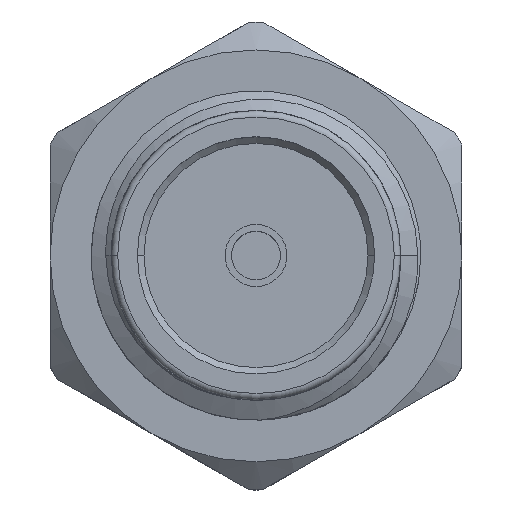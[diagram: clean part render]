
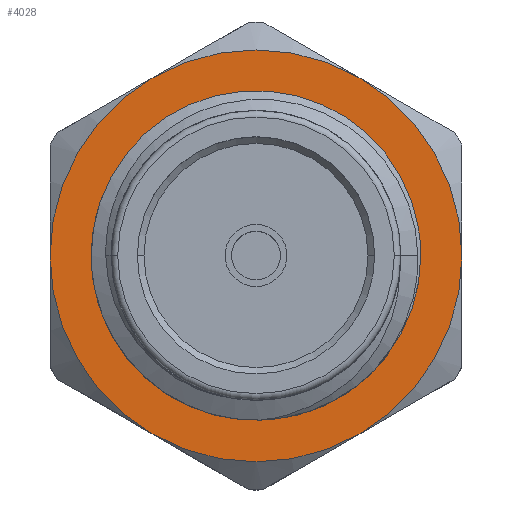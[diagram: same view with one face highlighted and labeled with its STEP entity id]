
A CAD part, top view. The second image highlights one B-rep face of the part: STEP entity #4028.
In plain terms, the highlighted planar face has unit normal (0, 0, 1).
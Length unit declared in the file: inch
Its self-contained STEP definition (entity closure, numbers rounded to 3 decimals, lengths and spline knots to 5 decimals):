
#124 = EDGE_CURVE ( 'NONE', #5155, #2870, #1422, .T. ) ;
#158 = EDGE_CURVE ( 'NONE', #3826, #698, #4011, .T. ) ;
#191 = DIRECTION ( 'NONE',  ( 0., 0., 1. ) ) ;
#244 = VERTEX_POINT ( 'NONE', #2917 ) ;
#260 = AXIS2_PLACEMENT_3D ( 'NONE', #4431, #2425, #2006 ) ;
#303 = CIRCLE ( 'NONE', #1981, 0.15625 ) ;
#482 = AXIS2_PLACEMENT_3D ( 'NONE', #4111, #4934, #4506 ) ;
#678 = CIRCLE ( 'NONE', #5127, 0.15625 ) ;
#698 = VERTEX_POINT ( 'NONE', #839 ) ;
#839 = CARTESIAN_POINT ( 'NONE',  ( -0.07813, -0.13532, -0.24928 ) ) ;
#887 = ORIENTED_EDGE ( 'NONE', *, *, #124, .T. ) ;
#988 = CARTESIAN_POINT ( 'NONE',  ( 0.10989, 0., -0.24928 ) ) ;
#1079 = CARTESIAN_POINT ( 'NONE',  ( -0.15625, 0., -0.24928 ) ) ;
#1172 = CARTESIAN_POINT ( 'NONE',  ( 0., 0., -0.24928 ) ) ;
#1198 = FACE_OUTER_BOUND ( 'NONE', #3880, .T. ) ;
#1205 = EDGE_CURVE ( 'NONE', #244, #5155, #5150, .T. ) ;
#1228 = ORIENTED_EDGE ( 'NONE', *, *, #1205, .T. ) ;
#1343 = EDGE_CURVE ( 'NONE', #5224, #3670, #1492, .T. ) ;
#1367 = ORIENTED_EDGE ( 'NONE', *, *, #3869, .T. ) ;
#1422 = CIRCLE ( 'NONE', #2373, 0.15625 ) ;
#1425 = CARTESIAN_POINT ( 'NONE',  ( 0., 0., -0.24928 ) ) ;
#1492 = CIRCLE ( 'NONE', #3310, 0.10989 ) ;
#1595 = CARTESIAN_POINT ( 'NONE',  ( 0., 0., -0.24928 ) ) ;
#1644 = CARTESIAN_POINT ( 'NONE',  ( -0.10989, 0., -0.24928 ) ) ;
#1802 = CIRCLE ( 'NONE', #260, 0.10989 ) ;
#1828 = AXIS2_PLACEMENT_3D ( 'NONE', #1172, #4446, #1975 ) ;
#1975 = DIRECTION ( 'NONE',  ( 1., 0., 0. ) ) ;
#1981 = AXIS2_PLACEMENT_3D ( 'NONE', #3831, #191, #3056 ) ;
#1993 = CIRCLE ( 'NONE', #4947, 0.15625 ) ;
#2006 = DIRECTION ( 'NONE',  ( 1., 0., 0. ) ) ;
#2116 = CARTESIAN_POINT ( 'NONE',  ( 0., 0., -0.24928 ) ) ;
#2251 = DIRECTION ( 'NONE',  ( 0., 0., 1. ) ) ;
#2359 = DIRECTION ( 'NONE',  ( 1., 0., 0. ) ) ;
#2373 = AXIS2_PLACEMENT_3D ( 'NONE', #1595, #2404, #2359 ) ;
#2404 = DIRECTION ( 'NONE',  ( 0., 0., 1. ) ) ;
#2425 = DIRECTION ( 'NONE',  ( 0., 0., -1. ) ) ;
#2529 = DIRECTION ( 'NONE',  ( 0., 0., 1. ) ) ;
#2556 = ORIENTED_EDGE ( 'NONE', *, *, #1343, .T. ) ;
#2557 = CARTESIAN_POINT ( 'NONE',  ( 0.07813, 0.13532, -0.24928 ) ) ;
#2749 = EDGE_CURVE ( 'NONE', #3670, #5224, #1802, .T. ) ;
#2870 = VERTEX_POINT ( 'NONE', #2952 ) ;
#2890 = DIRECTION ( 'NONE',  ( 0., 0., -1. ) ) ;
#2917 = CARTESIAN_POINT ( 'NONE',  ( 0.15625, 0., -0.24928 ) ) ;
#2952 = CARTESIAN_POINT ( 'NONE',  ( -0.07813, 0.13532, -0.24928 ) ) ;
#3056 = DIRECTION ( 'NONE',  ( 1., 0., 0. ) ) ;
#3083 = DIRECTION ( 'NONE',  ( 0., 0., 1. ) ) ;
#3176 = CARTESIAN_POINT ( 'NONE',  ( 0.07812, -0.13532, -0.24928 ) ) ;
#3206 = ORIENTED_EDGE ( 'NONE', *, *, #2749, .T. ) ;
#3229 = FACE_BOUND ( 'NONE', #4336, .T. ) ;
#3310 = AXIS2_PLACEMENT_3D ( 'NONE', #4132, #2890, #4940 ) ;
#3343 = DIRECTION ( 'NONE',  ( 1., 0., 0. ) ) ;
#3415 = ORIENTED_EDGE ( 'NONE', *, *, #4599, .T. ) ;
#3670 = VERTEX_POINT ( 'NONE', #1644 ) ;
#3826 = VERTEX_POINT ( 'NONE', #1079 ) ;
#3831 = CARTESIAN_POINT ( 'NONE',  ( 0., 0., -0.24928 ) ) ;
#3866 = CARTESIAN_POINT ( 'NONE',  ( 0., 0., -0.24928 ) ) ;
#3869 = EDGE_CURVE ( 'NONE', #2870, #3826, #1993, .T. ) ;
#3880 = EDGE_LOOP ( 'NONE', ( #5134, #1228, #887, #1367, #4719, #3415 ) ) ;
#3908 = DIRECTION ( 'NONE',  ( 1., 0., 0. ) ) ;
#3922 = EDGE_CURVE ( 'NONE', #4935, #244, #303, .T. ) ;
#4011 = CIRCLE ( 'NONE', #1828, 0.15625 ) ;
#4028 = ADVANCED_FACE ( 'NONE', ( #3229, #1198 ), #4492, .T. ) ;
#4111 = CARTESIAN_POINT ( 'NONE',  ( 0., 0., -0.24928 ) ) ;
#4132 = CARTESIAN_POINT ( 'NONE',  ( 0., 0., -0.24928 ) ) ;
#4315 = AXIS2_PLACEMENT_3D ( 'NONE', #2116, #2529, #3343 ) ;
#4336 = EDGE_LOOP ( 'NONE', ( #2556, #3206 ) ) ;
#4431 = CARTESIAN_POINT ( 'NONE',  ( 0., 0., -0.24928 ) ) ;
#4446 = DIRECTION ( 'NONE',  ( 0., 0., 1. ) ) ;
#4492 = PLANE ( 'NONE',  #482 ) ;
#4506 = DIRECTION ( 'NONE',  ( 1., 0., 0. ) ) ;
#4599 = EDGE_CURVE ( 'NONE', #698, #4935, #678, .T. ) ;
#4715 = DIRECTION ( 'NONE',  ( 1., 0., 0. ) ) ;
#4719 = ORIENTED_EDGE ( 'NONE', *, *, #158, .T. ) ;
#4934 = DIRECTION ( 'NONE',  ( 0., 0., 1. ) ) ;
#4935 = VERTEX_POINT ( 'NONE', #3176 ) ;
#4940 = DIRECTION ( 'NONE',  ( 1., 0., 0. ) ) ;
#4947 = AXIS2_PLACEMENT_3D ( 'NONE', #3866, #3083, #3908 ) ;
#5127 = AXIS2_PLACEMENT_3D ( 'NONE', #1425, #2251, #4715 ) ;
#5134 = ORIENTED_EDGE ( 'NONE', *, *, #3922, .T. ) ;
#5150 = CIRCLE ( 'NONE', #4315, 0.15625 ) ;
#5155 = VERTEX_POINT ( 'NONE', #2557 ) ;
#5224 = VERTEX_POINT ( 'NONE', #988 ) ;
